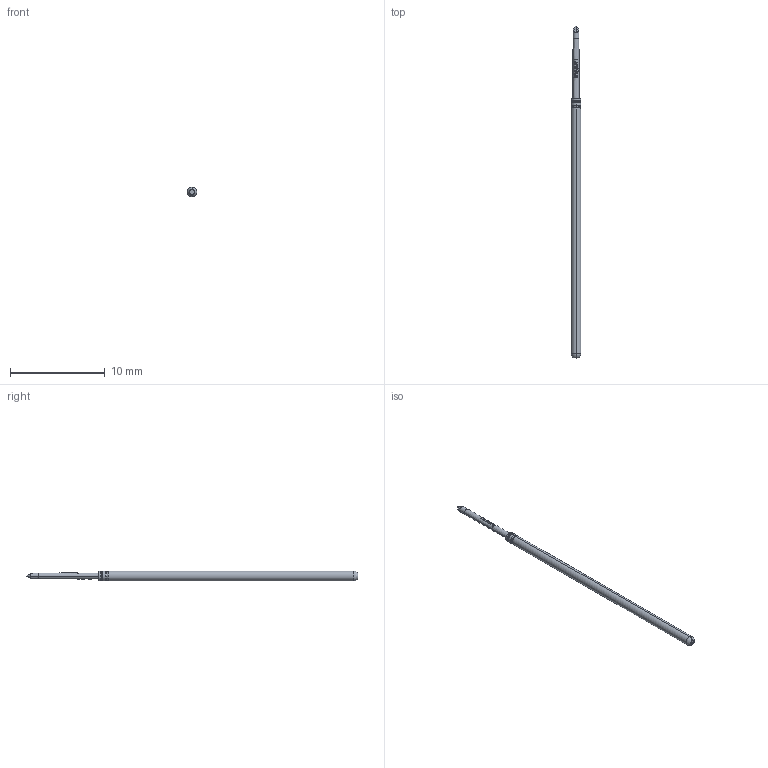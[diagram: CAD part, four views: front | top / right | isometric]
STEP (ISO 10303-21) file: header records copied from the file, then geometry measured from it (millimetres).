
FILE_DESCRIPTION (( 'STEP AP203' ), '1' );
FILE_NAME ('INGUN_GKS-075_298_064_A_xx00_LH.STEP', '2021-09-27T09:02:38', ( 'ochi' ), ( '' ), 'SwSTEP 2.0', 'SolidWorks 2018', '' );
FILE_SCHEMA (( 'CONFIG_CONTROL_DESIGN' ));
Length unit declared in the file: millimetre
Products named in the file (1): INGUN_GKS-075_298_064_A_xx00_LH
Bounding box: 1.02 x 35.1 x 1.02 mm (x, y, z)
Volume: 24.6 mm3; surface area: 103.9 mm2
Topology: 1 solids, 1 shells, 98 faces, 232 edges, 143 vertices
Faces by surface type: bspline 52, plane 18, torus 10, cylinder 10, cone 8
Entity records: 3791 total; most frequent: CARTESIAN_POINT 1942, ORIENTED_EDGE 464, EDGE_CURVE 232, DIRECTION 192, B_SPLINE_CURVE_WITH_KNOTS 156, VERTEX_POINT 143, EDGE_LOOP 105, FACE_OUTER_BOUND 98
